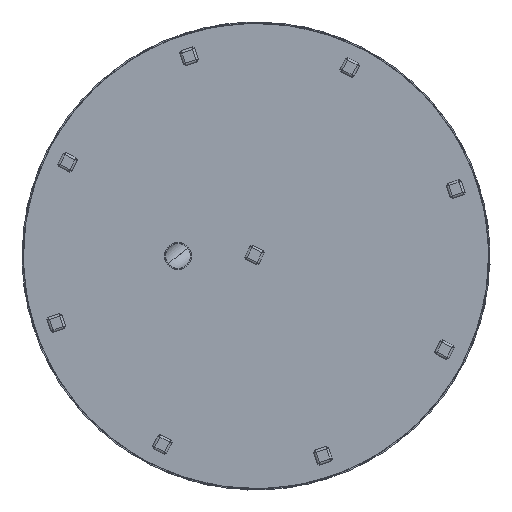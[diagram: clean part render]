
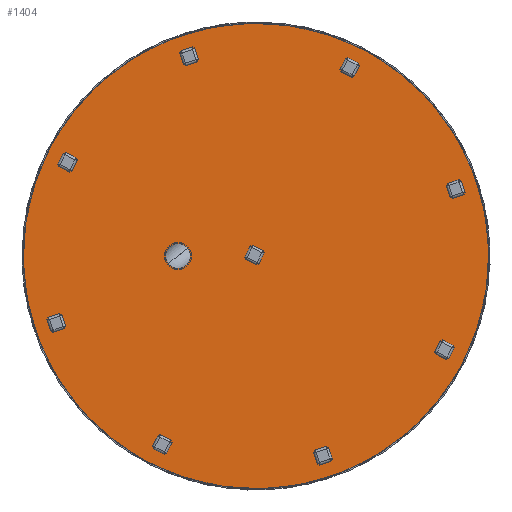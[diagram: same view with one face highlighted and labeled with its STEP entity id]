
A CAD part, front view. The second image highlights one B-rep face of the part: STEP entity #1404.
In plain terms, the highlighted planar face has unit normal (0, -1, 0).
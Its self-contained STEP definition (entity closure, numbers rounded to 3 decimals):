
#281 = DIRECTION ( 'NONE',  ( 0., 1., 0. ) ) ;
#296 = AXIS2_PLACEMENT_3D ( 'NONE', #5205, #893, #2644 ) ;
#344 = DIRECTION ( 'NONE',  ( 0., 1., 0. ) ) ;
#358 = PLANE ( 'NONE',  #3093 ) ;
#508 = EDGE_CURVE ( 'NONE', #845, #3956, #4988, .T. ) ;
#535 = VERTEX_POINT ( 'NONE', #5214 ) ;
#749 = CIRCLE ( 'NONE', #3943, 31.5 ) ;
#772 = CARTESIAN_POINT ( 'NONE',  ( -200., -3., 0. ) ) ;
#845 = VERTEX_POINT ( 'NONE', #1451 ) ;
#893 = DIRECTION ( 'NONE',  ( 0., 1., 0. ) ) ;
#956 = DIRECTION ( 'NONE',  ( 0., 1., 0. ) ) ;
#1404 = ADVANCED_FACE ( 'NONE', ( #5126, #5518 ), #358, .F. ) ;
#1451 = CARTESIAN_POINT ( 'NONE',  ( 0., -3., -597. ) ) ;
#1577 = AXIS2_PLACEMENT_3D ( 'NONE', #2094, #344, #2029 ) ;
#2029 = DIRECTION ( 'NONE',  ( 0., 0., 1. ) ) ;
#2094 = CARTESIAN_POINT ( 'NONE',  ( 0., -3., 0. ) ) ;
#2644 = DIRECTION ( 'NONE',  ( 0., 0., 1. ) ) ;
#2864 = CIRCLE ( 'NONE', #296, 31.5 ) ;
#2994 = DIRECTION ( 'NONE',  ( 0., 0., 1. ) ) ;
#3005 = ORIENTED_EDGE ( 'NONE', *, *, #4237, .T. ) ;
#3093 = AXIS2_PLACEMENT_3D ( 'NONE', #4616, #4703, #2994 ) ;
#3188 = EDGE_CURVE ( 'NONE', #3956, #845, #4595, .T. ) ;
#3474 = CARTESIAN_POINT ( 'NONE',  ( 0., -3., 0. ) ) ;
#3668 = ORIENTED_EDGE ( 'NONE', *, *, #3188, .F. ) ;
#3943 = AXIS2_PLACEMENT_3D ( 'NONE', #772, #281, #4259 ) ;
#3956 = VERTEX_POINT ( 'NONE', #5561 ) ;
#3981 = AXIS2_PLACEMENT_3D ( 'NONE', #3474, #956, #4760 ) ;
#4220 = EDGE_LOOP ( 'NONE', ( #3005, #4761 ) ) ;
#4237 = EDGE_CURVE ( 'NONE', #4479, #535, #2864, .T. ) ;
#4259 = DIRECTION ( 'NONE',  ( 0., 0., 1. ) ) ;
#4416 = EDGE_LOOP ( 'NONE', ( #3668, #5474 ) ) ;
#4440 = EDGE_CURVE ( 'NONE', #535, #4479, #749, .T. ) ;
#4479 = VERTEX_POINT ( 'NONE', #5529 ) ;
#4595 = CIRCLE ( 'NONE', #1577, 597. ) ;
#4616 = CARTESIAN_POINT ( 'NONE',  ( 0., -3., 0. ) ) ;
#4703 = DIRECTION ( 'NONE',  ( 0., 1., 0. ) ) ;
#4760 = DIRECTION ( 'NONE',  ( 0., 0., 1. ) ) ;
#4761 = ORIENTED_EDGE ( 'NONE', *, *, #4440, .T. ) ;
#4988 = CIRCLE ( 'NONE', #3981, 597. ) ;
#5126 = FACE_BOUND ( 'NONE', #4220, .T. ) ;
#5205 = CARTESIAN_POINT ( 'NONE',  ( -200., -3., 0. ) ) ;
#5214 = CARTESIAN_POINT ( 'NONE',  ( -200., -3., -31.5 ) ) ;
#5474 = ORIENTED_EDGE ( 'NONE', *, *, #508, .F. ) ;
#5518 = FACE_OUTER_BOUND ( 'NONE', #4416, .T. ) ;
#5529 = CARTESIAN_POINT ( 'NONE',  ( -200., -3., 31.5 ) ) ;
#5561 = CARTESIAN_POINT ( 'NONE',  ( 0., -3., 597. ) ) ;
